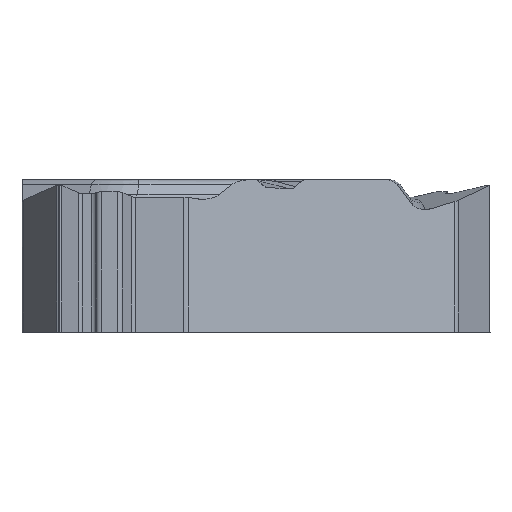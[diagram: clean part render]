
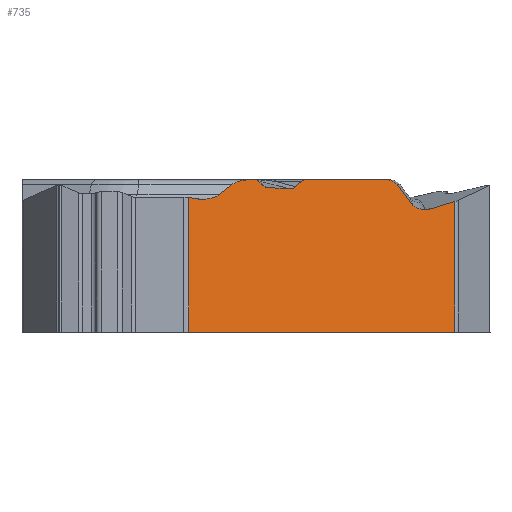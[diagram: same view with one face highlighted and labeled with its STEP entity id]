
A CAD part, front view. The second image highlights one B-rep face of the part: STEP entity #735.
In plain terms, the highlighted planar face has unit normal (0.5, -0.866, 0).
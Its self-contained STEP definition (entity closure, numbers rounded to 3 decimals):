
#69=PLANE('',#2511);
#128=FACE_OUTER_BOUND('',#938,.T.);
#258=ELLIPSE('',#2504,0.338,0.32);
#259=ELLIPSE('',#2505,0.392,0.32);
#260=ELLIPSE('',#2506,0.377,0.32);
#261=ELLIPSE('',#2507,0.167,0.15);
#262=ELLIPSE('',#2508,0.15,0.15);
#263=ELLIPSE('',#2509,0.64,0.32);
#264=ELLIPSE('',#2510,0.64,0.32);
#353=LINE('',#3964,#560);
#354=LINE('',#3967,#561);
#355=LINE('',#3969,#562);
#356=LINE('',#3973,#563);
#357=LINE('',#3977,#564);
#358=LINE('',#3981,#565);
#359=LINE('',#3985,#566);
#360=LINE('',#3998,#567);
#361=LINE('',#4014,#568);
#362=LINE('',#4018,#569);
#363=LINE('',#4022,#570);
#364=LINE('',#4026,#571);
#365=LINE('',#4028,#572);
#560=VECTOR('',#2867,1.);
#561=VECTOR('',#2868,1.);
#562=VECTOR('',#2869,1.);
#563=VECTOR('',#2872,1.);
#564=VECTOR('',#2875,1.);
#565=VECTOR('',#2878,1.);
#566=VECTOR('',#2881,1.);
#567=VECTOR('',#2882,1.);
#568=VECTOR('',#2883,1.);
#569=VECTOR('',#2886,1.);
#570=VECTOR('',#2889,1.);
#571=VECTOR('',#2892,1.);
#572=VECTOR('',#2893,1.);
#735=ADVANCED_FACE('',(#128),#69,.F.);
#938=EDGE_LOOP('',(#1169,#1170,#1171,#1172,#1173,#1174,#1175,#1176,#1177,
#1178,#1179,#1180,#1181,#1182,#1183,#1184,#1185,#1186,#1187,#1188,#1189,
#1190));
#1169=ORIENTED_EDGE('',*,*,#2075,.F.);
#1170=ORIENTED_EDGE('',*,*,#2076,.T.);
#1171=ORIENTED_EDGE('',*,*,#2077,.T.);
#1172=ORIENTED_EDGE('',*,*,#2078,.T.);
#1173=ORIENTED_EDGE('',*,*,#2079,.F.);
#1174=ORIENTED_EDGE('',*,*,#2080,.T.);
#1175=ORIENTED_EDGE('',*,*,#2081,.T.);
#1176=ORIENTED_EDGE('',*,*,#2082,.F.);
#1177=ORIENTED_EDGE('',*,*,#2083,.F.);
#1178=ORIENTED_EDGE('',*,*,#2084,.F.);
#1179=ORIENTED_EDGE('',*,*,#2085,.T.);
#1180=ORIENTED_EDGE('',*,*,#2086,.T.);
#1181=ORIENTED_EDGE('',*,*,#2087,.T.);
#1182=ORIENTED_EDGE('',*,*,#2088,.T.);
#1183=ORIENTED_EDGE('',*,*,#2089,.T.);
#1184=ORIENTED_EDGE('',*,*,#2090,.F.);
#1185=ORIENTED_EDGE('',*,*,#2091,.F.);
#1186=ORIENTED_EDGE('',*,*,#2092,.F.);
#1187=ORIENTED_EDGE('',*,*,#2093,.F.);
#1188=ORIENTED_EDGE('',*,*,#2094,.T.);
#1189=ORIENTED_EDGE('',*,*,#2095,.T.);
#1190=ORIENTED_EDGE('',*,*,#2096,.T.);
#1833=VERTEX_POINT('',#3965);
#1834=VERTEX_POINT('',#3966);
#1835=VERTEX_POINT('',#3968);
#1836=VERTEX_POINT('',#3970);
#1837=VERTEX_POINT('',#3972);
#1838=VERTEX_POINT('',#3974);
#1839=VERTEX_POINT('',#3976);
#1840=VERTEX_POINT('',#3978);
#1841=VERTEX_POINT('',#3980);
#1842=VERTEX_POINT('',#3982);
#1843=VERTEX_POINT('',#3984);
#1844=VERTEX_POINT('',#3986);
#1845=VERTEX_POINT('',#3997);
#1846=VERTEX_POINT('',#3999);
#1847=VERTEX_POINT('',#4013);
#1848=VERTEX_POINT('',#4015);
#1849=VERTEX_POINT('',#4017);
#1850=VERTEX_POINT('',#4019);
#1851=VERTEX_POINT('',#4021);
#1852=VERTEX_POINT('',#4023);
#1853=VERTEX_POINT('',#4025);
#1854=VERTEX_POINT('',#4027);
#2075=EDGE_CURVE('',#1833,#1834,#353,.T.);
#2076=EDGE_CURVE('',#1833,#1835,#354,.T.);
#2077=EDGE_CURVE('',#1835,#1836,#355,.T.);
#2078=EDGE_CURVE('',#1836,#1837,#258,.T.);
#2079=EDGE_CURVE('',#1838,#1837,#356,.T.);
#2080=EDGE_CURVE('',#1838,#1839,#259,.T.);
#2081=EDGE_CURVE('',#1839,#1840,#357,.T.);
#2082=EDGE_CURVE('',#1841,#1840,#260,.T.);
#2083=EDGE_CURVE('',#1842,#1841,#358,.T.);
#2084=EDGE_CURVE('',#1843,#1842,#261,.T.);
#2085=EDGE_CURVE('',#1843,#1844,#359,.T.);
#2086=EDGE_CURVE('',#1844,#1845,#2412,.T.);
#2087=EDGE_CURVE('',#1845,#1846,#360,.T.);
#2088=EDGE_CURVE('',#1846,#1847,#2413,.T.);
#2089=EDGE_CURVE('',#1847,#1848,#361,.T.);
#2090=EDGE_CURVE('',#1849,#1848,#262,.T.);
#2091=EDGE_CURVE('',#1850,#1849,#362,.T.);
#2092=EDGE_CURVE('',#1851,#1850,#263,.T.);
#2093=EDGE_CURVE('',#1852,#1851,#363,.T.);
#2094=EDGE_CURVE('',#1852,#1853,#264,.T.);
#2095=EDGE_CURVE('',#1853,#1854,#364,.T.);
#2096=EDGE_CURVE('',#1854,#1834,#365,.T.);
#2412=B_SPLINE_CURVE_WITH_KNOTS('',3,(#3987,#3988,#3989,#3990,#3991,#3992,
#3993,#3994,#3995,#3996),.UNSPECIFIED.,.F.,.F.,(4,3,3,4),(0.,0.474,
0.706,1.),.UNSPECIFIED.);
#2413=B_SPLINE_CURVE_WITH_KNOTS('',3,(#4000,#4001,#4002,#4003,#4004,#4005,
#4006,#4007,#4008,#4009,#4010,#4011,#4012),.UNSPECIFIED.,.F.,.F.,(4,3,3,
3,4),(0.,0.25,0.499,0.746,1.),
 .UNSPECIFIED.);
#2504=AXIS2_PLACEMENT_3D('',#3971,#2870,#2871);
#2505=AXIS2_PLACEMENT_3D('',#3975,#2873,#2874);
#2506=AXIS2_PLACEMENT_3D('',#3979,#2876,#2877);
#2507=AXIS2_PLACEMENT_3D('',#3983,#2879,#2880);
#2508=AXIS2_PLACEMENT_3D('',#4016,#2884,#2885);
#2509=AXIS2_PLACEMENT_3D('',#4020,#2887,#2888);
#2510=AXIS2_PLACEMENT_3D('',#4024,#2890,#2891);
#2511=AXIS2_PLACEMENT_3D('',#4029,#2894,#2895);
#2867=DIRECTION('',(-0.866,-0.5,0.));
#2868=DIRECTION('',(0.,0.,1.));
#2869=DIRECTION('',(-0.837,-0.483,-0.259));
#2870=DIRECTION('',(-0.5,0.866,0.));
#2871=DIRECTION('',(-0.837,-0.483,-0.259));
#2872=DIRECTION('',(0.866,0.5,0.));
#2873=DIRECTION('',(-0.5,0.866,0.));
#2874=DIRECTION('',(-0.859,-0.496,0.124));
#2875=DIRECTION('',(-0.563,-0.325,0.759));
#2876=DIRECTION('',(-0.5,0.866,0.));
#2877=DIRECTION('',(-0.866,-0.5,0.));
#2878=DIRECTION('',(0.866,0.5,0.));
#2879=DIRECTION('',(-0.5,0.866,0.));
#2880=DIRECTION('',(-0.866,-0.5,0.));
#2881=DIRECTION('',(-0.687,-0.397,-0.608));
#2882=DIRECTION('',(-0.865,-0.499,0.049));
#2883=DIRECTION('',(-0.656,-0.378,0.653));
#2884=DIRECTION('',(-0.5,0.866,0.));
#2885=DIRECTION('',(0.866,0.5,0.));
#2886=DIRECTION('',(0.866,0.5,0.));
#2887=DIRECTION('',(-0.5,0.866,0.));
#2888=DIRECTION('',(-0.866,-0.5,0.));
#2889=DIRECTION('',(0.713,0.412,0.567));
#2890=DIRECTION('',(-0.5,0.866,0.));
#2891=DIRECTION('',(0.866,0.5,0.));
#2892=DIRECTION('',(-0.858,-0.496,0.133));
#2893=DIRECTION('',(0.,0.,-1.));
#2894=DIRECTION('',(-0.5,0.866,0.));
#2895=DIRECTION('',(-0.866,-0.5,0.));
#3964=CARTESIAN_POINT('',(8.733,-0.457,-3.97));
#3965=CARTESIAN_POINT('',(6.923,-1.502,-3.97));
#3966=CARTESIAN_POINT('',(-0.267,-5.653,-3.97));
#3967=CARTESIAN_POINT('',(6.923,-1.502,0.));
#3968=CARTESIAN_POINT('',(6.923,-1.502,-0.443));
#3969=CARTESIAN_POINT('',(-3.145,-7.315,-3.559));
#3970=CARTESIAN_POINT('',(6.295,-1.865,-0.638));
#3971=CARTESIAN_POINT('',(6.223,-1.906,-0.329));
#3972=CARTESIAN_POINT('',(6.216,-1.911,-0.65));
#3973=CARTESIAN_POINT('',(-3.971,-7.792,-0.65));
#3974=CARTESIAN_POINT('',(6.036,-2.014,-0.65));
#3975=CARTESIAN_POINT('',(6.019,-2.024,-0.329));
#3976=CARTESIAN_POINT('',(5.746,-2.182,-0.505));
#3977=CARTESIAN_POINT('',(1.417,-4.681,5.33));
#3978=CARTESIAN_POINT('',(5.365,-2.402,0.008));
#3979=CARTESIAN_POINT('',(5.101,-2.554,-0.18));
#3980=CARTESIAN_POINT('',(5.101,-2.554,0.14));
#3981=CARTESIAN_POINT('',(-3.971,-7.792,0.14));
#3982=CARTESIAN_POINT('',(2.884,-3.834,0.14));
#3983=CARTESIAN_POINT('',(2.884,-3.834,-0.01));
#3984=CARTESIAN_POINT('',(2.79,-3.888,0.104));
#3985=CARTESIAN_POINT('',(-1.514,-6.373,-3.703));
#3986=CARTESIAN_POINT('',(2.626,-3.983,-0.041));
#3987=CARTESIAN_POINT('',(2.626,-3.983,-0.041));
#3988=CARTESIAN_POINT('',(2.603,-3.996,-0.061));
#3989=CARTESIAN_POINT('',(2.577,-4.011,-0.077));
#3990=CARTESIAN_POINT('',(2.55,-4.027,-0.087));
#3991=CARTESIAN_POINT('',(2.536,-4.035,-0.092));
#3992=CARTESIAN_POINT('',(2.522,-4.043,-0.096));
#3993=CARTESIAN_POINT('',(2.508,-4.051,-0.098));
#3994=CARTESIAN_POINT('',(2.49,-4.061,-0.102));
#3995=CARTESIAN_POINT('',(2.472,-4.072,-0.103));
#3996=CARTESIAN_POINT('',(2.454,-4.082,-0.102));
#3997=CARTESIAN_POINT('',(2.454,-4.082,-0.102));
#3998=CARTESIAN_POINT('',(8.714,-0.468,-0.453));
#3999=CARTESIAN_POINT('',(1.894,-4.406,-0.07));
#4000=CARTESIAN_POINT('',(1.894,-4.406,-0.07));
#4001=CARTESIAN_POINT('',(1.878,-4.415,-0.069));
#4002=CARTESIAN_POINT('',(1.863,-4.424,-0.067));
#4003=CARTESIAN_POINT('',(1.847,-4.433,-0.063));
#4004=CARTESIAN_POINT('',(1.832,-4.442,-0.059));
#4005=CARTESIAN_POINT('',(1.817,-4.45,-0.054));
#4006=CARTESIAN_POINT('',(1.802,-4.459,-0.047));
#4007=CARTESIAN_POINT('',(1.788,-4.467,-0.04));
#4008=CARTESIAN_POINT('',(1.774,-4.475,-0.032));
#4009=CARTESIAN_POINT('',(1.761,-4.483,-0.023));
#4010=CARTESIAN_POINT('',(1.747,-4.491,-0.013));
#4011=CARTESIAN_POINT('',(1.734,-4.498,-0.002));
#4012=CARTESIAN_POINT('',(1.722,-4.505,0.01));
#4013=CARTESIAN_POINT('',(1.722,-4.505,0.01));
#4014=CARTESIAN_POINT('',(5.744,-2.183,-3.999));
#4015=CARTESIAN_POINT('',(1.628,-4.559,0.104));
#4016=CARTESIAN_POINT('',(1.543,-4.608,-0.01));
#4017=CARTESIAN_POINT('',(1.543,-4.608,0.14));
#4018=CARTESIAN_POINT('',(8.733,-0.457,0.14));
#4019=CARTESIAN_POINT('',(1.343,-4.724,0.14));
#4020=CARTESIAN_POINT('',(1.343,-4.724,-0.18));
#4021=CARTESIAN_POINT('',(0.895,-4.983,0.008));
#4022=CARTESIAN_POINT('',(6.211,-1.913,4.233));
#4023=CARTESIAN_POINT('',(0.569,-5.171,-0.251));
#4024=CARTESIAN_POINT('',(0.121,-5.43,-0.063));
#4025=CARTESIAN_POINT('',(-0.023,-5.512,-0.372));
#4026=CARTESIAN_POINT('',(8.537,-0.571,-1.696));
#4027=CARTESIAN_POINT('',(-0.267,-5.653,-0.334));
#4028=CARTESIAN_POINT('',(-0.267,-5.653,0.));
#4029=CARTESIAN_POINT('',(8.733,-0.457,0.));
